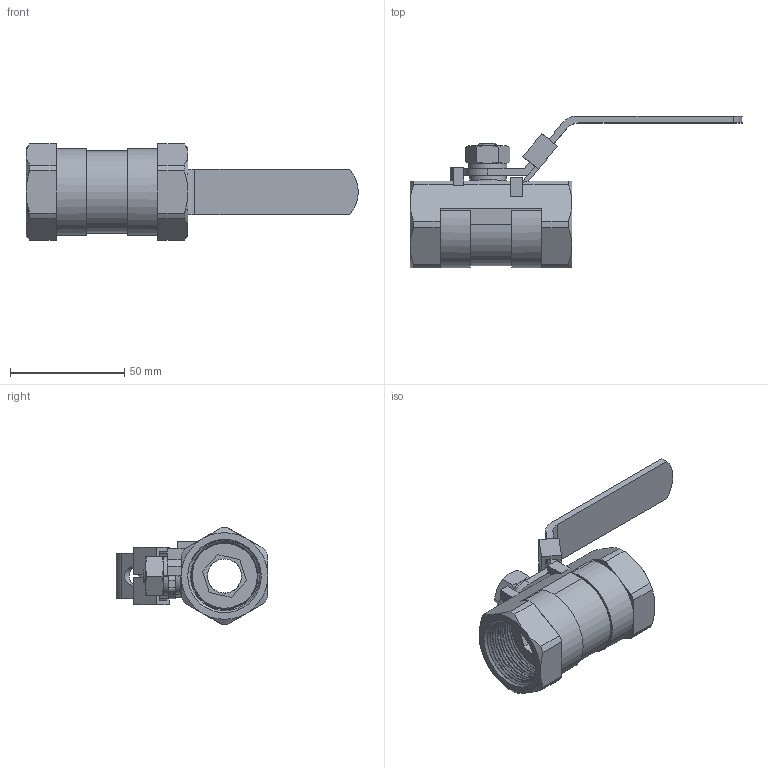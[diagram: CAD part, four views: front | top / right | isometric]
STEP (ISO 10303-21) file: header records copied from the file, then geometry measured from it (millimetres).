
FILE_DESCRIPTION(/* description */ ('Unknown'),/* implementation_level */ '2;1');
FILE_NAME(/* name */ 'R-590 DN25',/* time_stamp */ '2020-09-14T17:28:51+08:00',/* author */ ('Unknown'),/* organization */ ('Unknown'),/* preprocessor_version */ 'ST-DEVELOPER v16.7',/* originating_system */ 'DEX',/* authorisation */ $);
FILE_SCHEMA (('AUTOMOTIVE_DESIGN {1 0 10303 214 3 1 1}'));
Length unit declared in the file: millimetre
Products named in the file (2): R-590 DN25; DN25
Assembly tree (1 placements, depth 2):
  R-590 DN25
    DN25
Bounding box: 145.55 x 66.5 x 42.27 mm (x, y, z)
Volume: 58870.9 mm3; surface area: 31930.9 mm2
Topology: 1 solids, 1 shells, 251 faces, 886 edges, 620 vertices
Faces by surface type: plane 121, cylinder 54, bspline 39, cone 37
Full cylindrical faces by diameter (mm): 8 x1, 10 x1, 10.1 x1, 10.2 x1, 15 x1, 15.4 x1, 16 x2, 28.5 x1
Entity records: 21963 total; most frequent: CARTESIAN_POINT 15226, ORIENTED_EDGE 1728, DIRECTION 1054, EDGE_CURVE 864, VERTEX_POINT 613, AXIS2_PLACEMENT_3D 371, LINE 312, VECTOR 312
